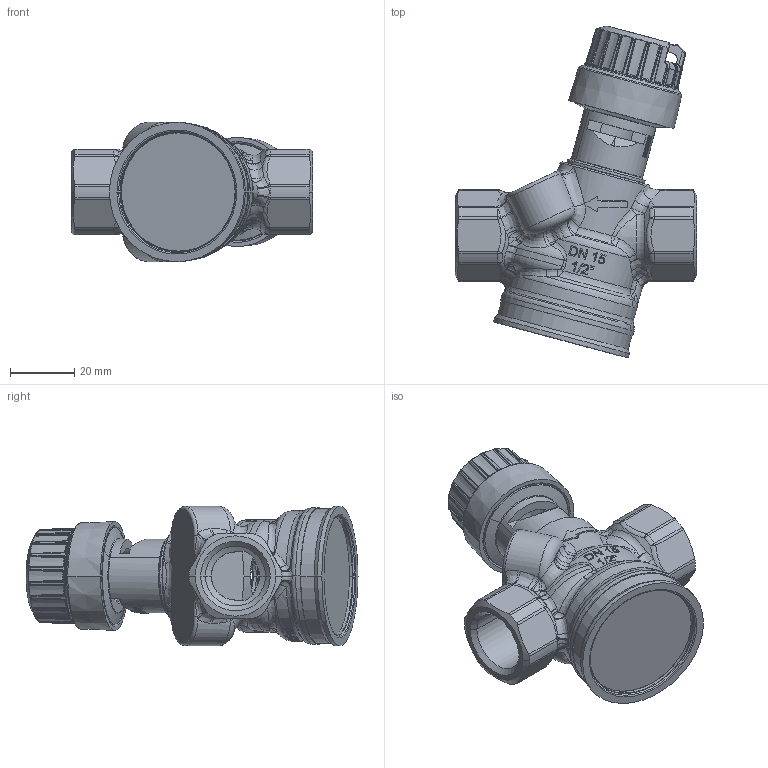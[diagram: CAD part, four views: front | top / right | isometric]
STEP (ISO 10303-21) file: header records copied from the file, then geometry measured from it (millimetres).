
FILE_DESCRIPTION((''),'2;1');
FILE_NAME('ABQM_003Z8322_STEP_ASM','2019-08-19T',('U258099'),('Danfoss'),'CREO PARAMETRIC BY PTC INC, 2015480','CREO PARAMETRIC BY PTC INC, 2015480','');
FILE_SCHEMA(('CONFIG_CONTROL_DESIGN'));
Products named in the file (6): 89053040_1; 89053960_1; 89054010_MARKING_1; 89054360_1; 003Z8302_ASM_1_ASM; ABQM_003Z8322_STEP_ASM
Assembly tree (5 placements, depth 3):
  ABQM_003Z8322_STEP_ASM
    003Z8302_ASM_1_ASM
      89053040_1
      89053960_1
      89054010_MARKING_1
      89054360_1
Bounding box: 75 x 103.29 x 43.4 mm (x, y, z)
Volume: 59314.7 mm3; surface area: 35852.2 mm2
Topology: 4 solids, 5 shells, 2797 faces, 7609 edges, 4881 vertices
Faces by surface type: bspline 1304, plane 498, cylinder 358, torus 206, extrusion 206, cone 147, sphere 78
Entity records: 139760 total; most frequent: CARTESIAN_POINT 79736, ORIENTED_EDGE 15052, DIRECTION 8256, EDGE_CURVE 7526, VERTEX_POINT 4879, B_SPLINE_CURVE_WITH_KNOTS 3921, EDGE_LOOP 2955, AXIS2_PLACEMENT_3D 2938
